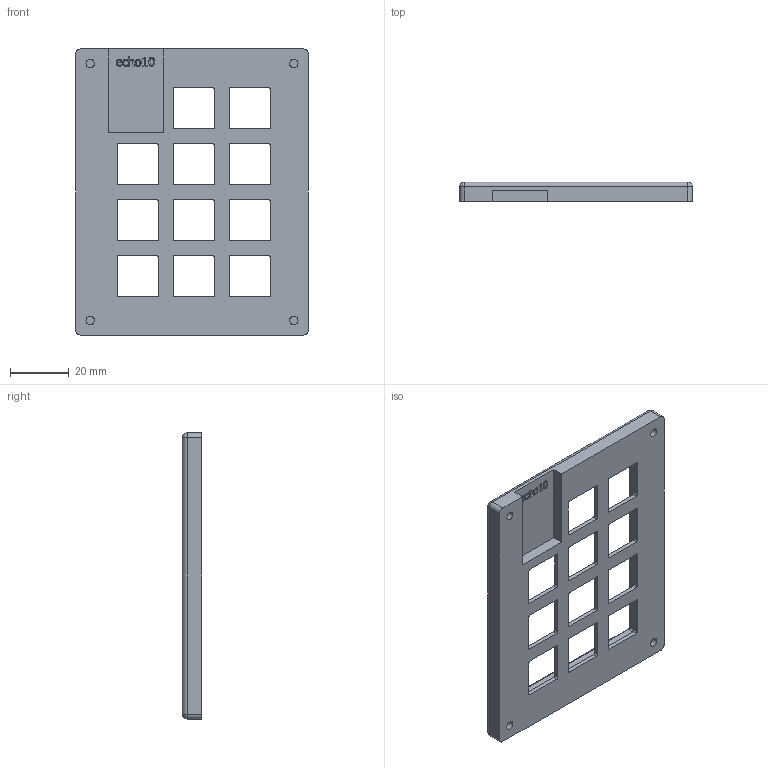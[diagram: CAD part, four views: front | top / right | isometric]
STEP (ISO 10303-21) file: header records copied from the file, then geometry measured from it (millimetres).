
FILE_DESCRIPTION(/* description */ (''),/* implementation_level */ '2;1');
FILE_NAME(/* name */ 'Top.step',/* time_stamp */ '2025-06-28T13:36:03-04:00',/* author */ ('Designer'),/* organization */ (''),/* preprocessor_version */ 'ST-DEVELOPER v20',/* originating_system */ 'Autodesk Inventor 2024',/* authorisation */ '');
FILE_SCHEMA (('AUTOMOTIVE_DESIGN { 1 0 10303 214 3 1 1 }'));
Length unit declared in the file: inch
Products named in the file (1): Top
Bounding box: 79.25 x 6.58 x 97.35 mm (x, y, z)
Volume: 24557.9 mm3; surface area: 16118.5 mm2
Topology: 1 solids, 1 shells, 627 faces, 1795 edges, 1189 vertices
Faces by surface type: plane 494, cylinder 74, bspline 51, sphere 5, torus 3
Full cylindrical faces by diameter (mm): 2.9 x4
Entity records: 20549 total; most frequent: CARTESIAN_POINT 4275, ORIENTED_EDGE 3590, DIRECTION 2996, EDGE_CURVE 1795, LINE 1544, VECTOR 1544, VERTEX_POINT 1189, AXIS2_PLACEMENT_3D 726
